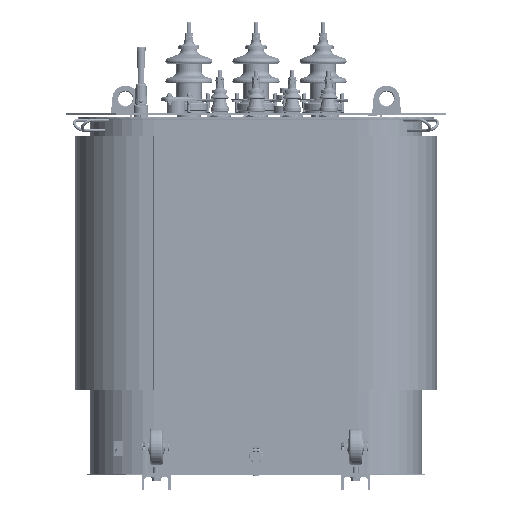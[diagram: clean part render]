
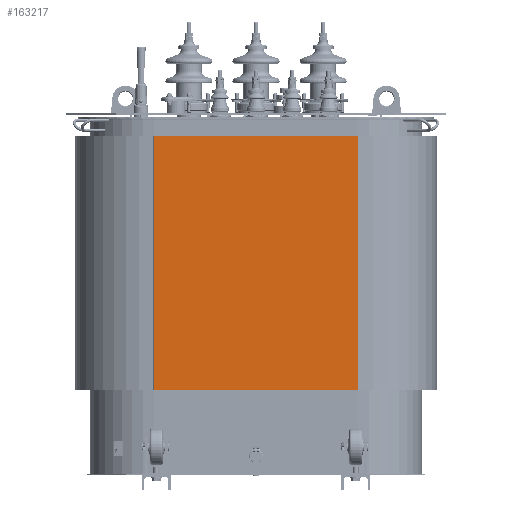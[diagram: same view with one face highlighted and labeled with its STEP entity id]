
A CAD part, front view. The second image highlights one B-rep face of the part: STEP entity #163217.
In plain terms, the highlighted planar face has unit normal (0, 1, 0).
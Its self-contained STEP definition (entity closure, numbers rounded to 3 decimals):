
#5562=PLANE('',#178167);
#21340=LINE('',#321035,#31824);
#21341=LINE('',#321039,#31825);
#21342=LINE('',#321041,#31826);
#21343=LINE('',#321042,#31827);
#31824=VECTOR('',#218351,70.);
#31825=VECTOR('',#218356,56.);
#31826=VECTOR('',#218357,70.);
#31827=VECTOR('',#218358,56.);
#41134=FACE_OUTER_BOUND('',#52926,.T.);
#52926=EDGE_LOOP('',(#143077,#143078,#143079,#143080));
#77713=VERTEX_POINT('',#321032);
#77714=VERTEX_POINT('',#321034);
#77715=VERTEX_POINT('',#321038);
#77716=VERTEX_POINT('',#321040);
#99385=EDGE_CURVE('',#77713,#77714,#21340,.T.);
#99387=EDGE_CURVE('',#77715,#77713,#21341,.T.);
#99388=EDGE_CURVE('',#77715,#77716,#21342,.T.);
#99389=EDGE_CURVE('',#77716,#77714,#21343,.T.);
#143077=ORIENTED_EDGE('',*,*,#99387,.F.);
#143078=ORIENTED_EDGE('',*,*,#99388,.T.);
#143079=ORIENTED_EDGE('',*,*,#99389,.T.);
#143080=ORIENTED_EDGE('',*,*,#99385,.F.);
#163217=ADVANCED_FACE('',(#41134),#5562,.F.);
#178167=AXIS2_PLACEMENT_3D('',#321037,#218354,#218355);
#218351=DIRECTION('',(0.,0.,1.));
#218354=DIRECTION('center_axis',(0.,-1.,0.));
#218355=DIRECTION('ref_axis',(1.,0.,0.));
#218356=DIRECTION('',(1.,0.,0.));
#218357=DIRECTION('',(0.,0.,1.));
#218358=DIRECTION('',(1.,0.,0.));
#321032=CARTESIAN_POINT('',(28.,-36.1,23.59));
#321034=CARTESIAN_POINT('',(28.,-36.1,93.59));
#321035=CARTESIAN_POINT('',(28.,-36.1,23.59));
#321037=CARTESIAN_POINT('Origin',(-28.,-36.1,23.59));
#321038=CARTESIAN_POINT('',(-28.,-36.1,23.59));
#321039=CARTESIAN_POINT('',(-28.,-36.1,23.59));
#321040=CARTESIAN_POINT('',(-28.,-36.1,93.59));
#321041=CARTESIAN_POINT('',(-28.,-36.1,23.59));
#321042=CARTESIAN_POINT('',(-28.,-36.1,93.59));
